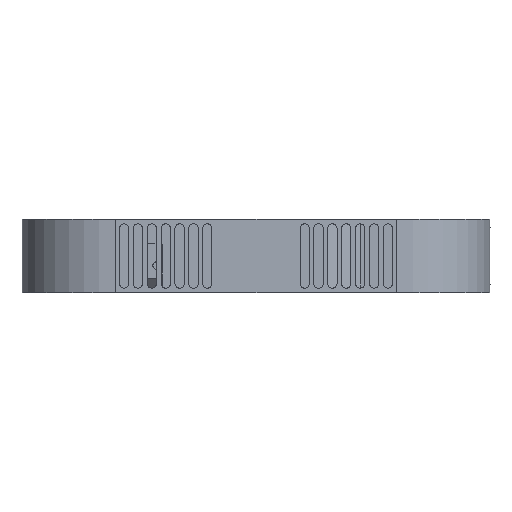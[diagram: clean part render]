
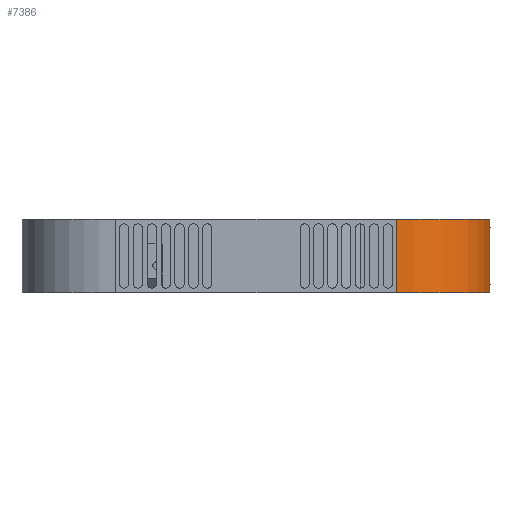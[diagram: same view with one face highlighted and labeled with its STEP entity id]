
A CAD part, front view. The second image highlights one B-rep face of the part: STEP entity #7386.
In plain terms, the highlighted cylindrical face has radius 25.4 mm (diameter 50.8 mm), a partial arc.
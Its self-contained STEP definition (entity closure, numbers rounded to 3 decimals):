
#132=CYLINDRICAL_SURFACE('',#7962,25.4);
#479=CIRCLE('',#7489,25.4);
#510=CIRCLE('',#7536,25.4);
#1068=FACE_OUTER_BOUND('',#1512,.T.);
#1512=EDGE_LOOP('',(#6611,#6612,#6613,#6614));
#2200=LINE('',#13532,#2866);
#2201=LINE('',#13534,#2867);
#2866=VECTOR('',#9702,10.);
#2867=VECTOR('',#9705,10.);
#3085=VERTEX_POINT('',#10934);
#3086=VERTEX_POINT('',#10936);
#3184=VERTEX_POINT('',#11676);
#3185=VERTEX_POINT('',#11678);
#3880=EDGE_CURVE('',#3085,#3086,#479,.T.);
#4004=EDGE_CURVE('',#3185,#3184,#510,.T.);
#4642=EDGE_CURVE('',#3184,#3086,#2200,.T.);
#4643=EDGE_CURVE('',#3185,#3085,#2201,.T.);
#6611=ORIENTED_EDGE('',*,*,#4004,.T.);
#6612=ORIENTED_EDGE('',*,*,#4642,.T.);
#6613=ORIENTED_EDGE('',*,*,#3880,.F.);
#6614=ORIENTED_EDGE('',*,*,#4643,.F.);
#7386=ADVANCED_FACE('',(#1068),#132,.T.);
#7489=AXIS2_PLACEMENT_3D('',#10937,#8316,#8317);
#7536=AXIS2_PLACEMENT_3D('',#11679,#8444,#8445);
#7962=AXIS2_PLACEMENT_3D('',#13533,#9703,#9704);
#8316=DIRECTION('center_axis',(0.,0.,-1.));
#8317=DIRECTION('ref_axis',(1.,0.,0.));
#8444=DIRECTION('center_axis',(0.,0.,-1.));
#8445=DIRECTION('ref_axis',(1.,0.,0.));
#9702=DIRECTION('',(0.,0.,-1.));
#9703=DIRECTION('center_axis',(0.,0.,-1.));
#9704=DIRECTION('ref_axis',(1.,0.,0.));
#9705=DIRECTION('',(0.,0.,-1.));
#10934=CARTESIAN_POINT('',(127.,25.4,-13.65));
#10936=CARTESIAN_POINT('',(101.6,0.,-13.65));
#10937=CARTESIAN_POINT('Origin',(101.6,25.4,-13.65));
#11676=CARTESIAN_POINT('',(101.6,0.,6.35));
#11678=CARTESIAN_POINT('',(127.,25.4,6.35));
#11679=CARTESIAN_POINT('Origin',(101.6,25.4,6.35));
#13532=CARTESIAN_POINT('',(101.6,0.,6.35));
#13533=CARTESIAN_POINT('Origin',(101.6,25.4,6.35));
#13534=CARTESIAN_POINT('',(127.,25.4,6.35));
